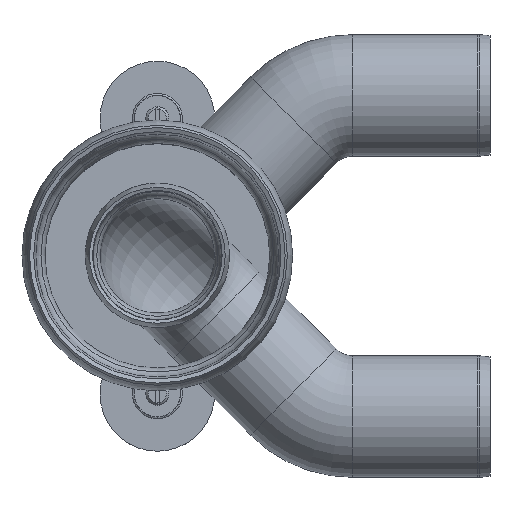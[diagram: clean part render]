
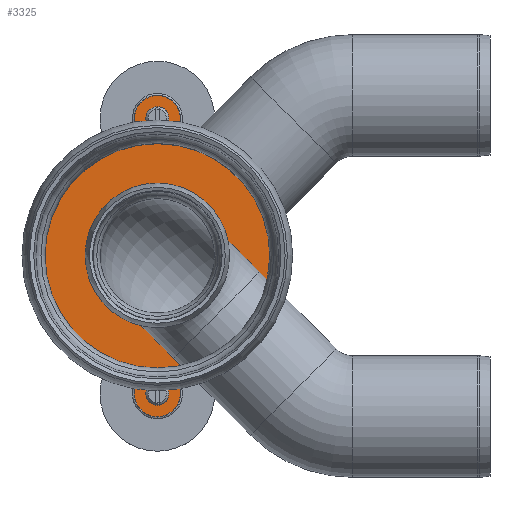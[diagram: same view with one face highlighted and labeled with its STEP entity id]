
A CAD part, top view. The second image highlights one B-rep face of the part: STEP entity #3325.
In plain terms, the highlighted planar face has unit normal (0, 0, 1).
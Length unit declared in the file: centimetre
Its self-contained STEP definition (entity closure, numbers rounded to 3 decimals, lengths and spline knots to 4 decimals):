
#336=CIRCLE('',#3597,51.);
#338=CIRCLE('',#3600,3.);
#340=CIRCLE('',#3604,10.);
#342=CIRCLE('',#3608,3.);
#344=CIRCLE('',#3611,51.);
#346=CIRCLE('',#3614,3.);
#348=CIRCLE('',#3618,10.);
#350=CIRCLE('',#3622,3.);
#579=PLANE('',#3624);
#648=FACE_OUTER_BOUND('',#877,.T.);
#877=EDGE_LOOP('',(#2408,#2409,#2410,#2411,#2412,#2413,#2414,#2415,#2416,
#2417,#2418,#2419));
#1096=LINE('',#5596,#1266);
#1100=LINE('',#5608,#1270);
#1106=LINE('',#5632,#1276);
#1110=LINE('',#5644,#1280);
#1266=VECTOR('',#4196,1.);
#1270=VECTOR('',#4208,1.);
#1276=VECTOR('',#4234,1.);
#1280=VECTOR('',#4246,1.);
#1464=VERTEX_POINT('',#5581);
#1465=VERTEX_POINT('',#5583);
#1467=VERTEX_POINT('',#5589);
#1469=VERTEX_POINT('',#5595);
#1471=VERTEX_POINT('',#5601);
#1473=VERTEX_POINT('',#5607);
#1475=VERTEX_POINT('',#5613);
#1477=VERTEX_POINT('',#5619);
#1479=VERTEX_POINT('',#5625);
#1481=VERTEX_POINT('',#5631);
#1483=VERTEX_POINT('',#5637);
#1485=VERTEX_POINT('',#5643);
#1788=EDGE_CURVE('',#1465,#1464,#336,.T.);
#1791=EDGE_CURVE('',#1467,#1465,#338,.T.);
#1794=EDGE_CURVE('',#1469,#1467,#1096,.T.);
#1797=EDGE_CURVE('',#1471,#1469,#340,.T.);
#1800=EDGE_CURVE('',#1473,#1471,#1100,.T.);
#1803=EDGE_CURVE('',#1475,#1473,#342,.T.);
#1806=EDGE_CURVE('',#1477,#1475,#344,.T.);
#1809=EDGE_CURVE('',#1479,#1477,#346,.T.);
#1812=EDGE_CURVE('',#1481,#1479,#1106,.T.);
#1815=EDGE_CURVE('',#1483,#1481,#348,.T.);
#1818=EDGE_CURVE('',#1485,#1483,#1110,.T.);
#1821=EDGE_CURVE('',#1464,#1485,#350,.T.);
#2408=ORIENTED_EDGE('',*,*,#1821,.T.);
#2409=ORIENTED_EDGE('',*,*,#1818,.T.);
#2410=ORIENTED_EDGE('',*,*,#1815,.T.);
#2411=ORIENTED_EDGE('',*,*,#1812,.T.);
#2412=ORIENTED_EDGE('',*,*,#1809,.T.);
#2413=ORIENTED_EDGE('',*,*,#1806,.T.);
#2414=ORIENTED_EDGE('',*,*,#1803,.T.);
#2415=ORIENTED_EDGE('',*,*,#1800,.T.);
#2416=ORIENTED_EDGE('',*,*,#1797,.T.);
#2417=ORIENTED_EDGE('',*,*,#1794,.T.);
#2418=ORIENTED_EDGE('',*,*,#1791,.T.);
#2419=ORIENTED_EDGE('',*,*,#1788,.T.);
#3325=ADVANCED_FACE('',(#648),#579,.T.);
#3597=AXIS2_PLACEMENT_3D('',#5584,#4183,#4184);
#3600=AXIS2_PLACEMENT_3D('',#5590,#4190,#4191);
#3604=AXIS2_PLACEMENT_3D('',#5602,#4202,#4203);
#3608=AXIS2_PLACEMENT_3D('',#5614,#4214,#4215);
#3611=AXIS2_PLACEMENT_3D('',#5620,#4221,#4222);
#3614=AXIS2_PLACEMENT_3D('',#5626,#4228,#4229);
#3618=AXIS2_PLACEMENT_3D('',#5638,#4240,#4241);
#3622=AXIS2_PLACEMENT_3D('',#5648,#4252,#4253);
#3624=AXIS2_PLACEMENT_3D('',#5650,#4256,#4257);
#4183=DIRECTION('center_axis',(0.,0.,1.));
#4184=DIRECTION('ref_axis',(-0.241,-0.971,0.));
#4190=DIRECTION('center_axis',(0.,0.,-1.));
#4191=DIRECTION('ref_axis',(0.241,-0.971,0.));
#4196=DIRECTION('',(0.,-1.,0.));
#4202=DIRECTION('center_axis',(0.,0.,1.));
#4203=DIRECTION('ref_axis',(-1.,0.,0.));
#4208=DIRECTION('',(0.,1.,0.));
#4214=DIRECTION('center_axis',(0.,0.,-1.));
#4215=DIRECTION('ref_axis',(-1.,0.,0.));
#4221=DIRECTION('center_axis',(0.,0.,1.));
#4222=DIRECTION('ref_axis',(0.241,0.971,0.));
#4228=DIRECTION('center_axis',(0.,0.,-1.));
#4229=DIRECTION('ref_axis',(-0.241,0.971,0.));
#4234=DIRECTION('',(0.,1.,0.));
#4240=DIRECTION('center_axis',(0.,0.,1.));
#4241=DIRECTION('ref_axis',(1.,0.,0.));
#4246=DIRECTION('',(0.,-1.,0.));
#4252=DIRECTION('center_axis',(0.,0.,-1.));
#4253=DIRECTION('ref_axis',(1.,0.,0.));
#4256=DIRECTION('center_axis',(0.,0.,1.));
#4257=DIRECTION('ref_axis',(1.,0.,0.));
#5581=CARTESIAN_POINT('',(-12.2778,-49.5001,33.));
#5583=CARTESIAN_POINT('',(-12.2778,49.5001,33.));
#5584=CARTESIAN_POINT('Origin',(0.,0.,33.));
#5589=CARTESIAN_POINT('',(-10.,52.4118,33.));
#5590=CARTESIAN_POINT('Origin',(-13.,52.4118,33.));
#5595=CARTESIAN_POINT('',(-10.,60.,33.));
#5596=CARTESIAN_POINT('',(-10.,52.4118,33.));
#5601=CARTESIAN_POINT('',(10.,60.,33.));
#5602=CARTESIAN_POINT('Origin',(0.,60.,
33.));
#5607=CARTESIAN_POINT('',(10.,52.4118,33.));
#5608=CARTESIAN_POINT('',(10.,60.,33.));
#5613=CARTESIAN_POINT('',(12.2778,49.5001,33.));
#5614=CARTESIAN_POINT('Origin',(13.,52.4118,33.));
#5619=CARTESIAN_POINT('',(12.2778,-49.5001,33.));
#5620=CARTESIAN_POINT('Origin',(0.,0.,
33.));
#5625=CARTESIAN_POINT('',(10.,-52.4118,33.));
#5626=CARTESIAN_POINT('Origin',(13.,-52.4118,33.));
#5631=CARTESIAN_POINT('',(10.,-60.,33.));
#5632=CARTESIAN_POINT('',(10.,-52.4118,33.));
#5637=CARTESIAN_POINT('',(-10.,-60.,33.));
#5638=CARTESIAN_POINT('Origin',(0.,-60.,
33.));
#5643=CARTESIAN_POINT('',(-10.,-52.4118,33.));
#5644=CARTESIAN_POINT('',(-10.,-60.,33.));
#5648=CARTESIAN_POINT('Origin',(-13.,-52.4118,33.));
#5650=CARTESIAN_POINT('Origin',(0.,0.,33.));
